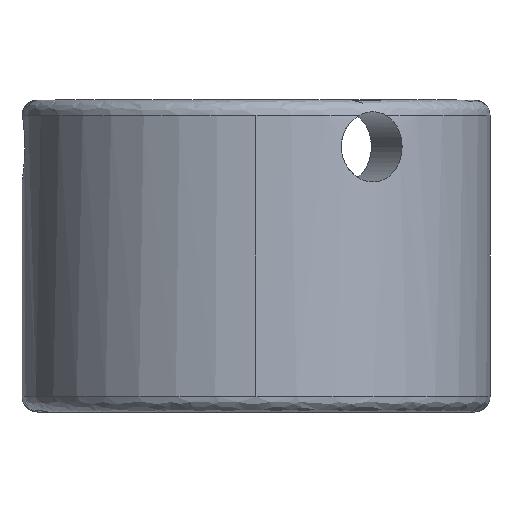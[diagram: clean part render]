
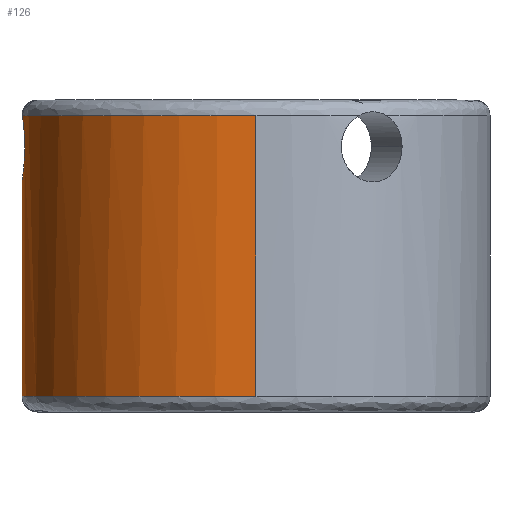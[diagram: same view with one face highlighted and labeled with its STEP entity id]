
A CAD part, left-side view. The second image highlights one B-rep face of the part: STEP entity #126.
In plain terms, the highlighted cylindrical face has radius 15 mm (diameter 30 mm), a partial arc.
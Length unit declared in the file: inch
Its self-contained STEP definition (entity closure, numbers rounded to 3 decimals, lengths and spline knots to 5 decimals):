
#21 = CARTESIAN_POINT ( 'NONE',  ( -0.08575, 0.58429, -0.14105 ) ) ;
#26 = VERTEX_POINT ( 'NONE', #1210 ) ;
#32 = VERTEX_POINT ( 'NONE', #937 ) ;
#39 = CARTESIAN_POINT ( 'NONE',  ( -0.08745, 0.58405, -0.10184 ) ) ;
#44 = CARTESIAN_POINT ( 'NONE',  ( -0.04783, 0.58866, -0.04311 ) ) ;
#86 = B_SPLINE_CURVE_WITH_KNOTS ( 'NONE', 3,
 ( #875, #881, #983, #21, #598, #976, #297, #953, #682, #773, #793, #115, #1144, #768 ),
 .UNSPECIFIED., .F., .F.,
 ( 4, 2, 2, 2, 2, 2, 4 ),
 ( 0., 0.00044, 0.00088, 0.00132, 0.00176, 0.00264, 0.00352 ),
 .UNSPECIFIED. ) ;
#94 = CARTESIAN_POINT ( 'NONE',  ( -0.59055, 0., 0.03937 ) ) ;
#107 = VERTEX_POINT ( 'NONE', #1116 ) ;
#115 = CARTESIAN_POINT ( 'NONE',  ( -0.02335, 0.59019, -0.20433 ) ) ;
#119 = ORIENTED_EDGE ( 'NONE', *, *, #679, .T. ) ;
#126 = ADVANCED_FACE ( 'NONE', ( #777 ), #192, .T. ) ;
#147 = VECTOR ( 'NONE', #1103, 39.37008 ) ;
#148 = CIRCLE ( 'NONE', #914, 0.59055 ) ;
#179 = VERTEX_POINT ( 'NONE', #897 ) ;
#192 = CYLINDRICAL_SURFACE ( 'NONE', #263, 0.59055 ) ;
#210 = AXIS2_PLACEMENT_3D ( 'NONE', #1184, #621, #1076 ) ;
#225 = EDGE_LOOP ( 'NONE', ( #1014, #582, #119, #705, #1148, #404 ) ) ;
#233 = CARTESIAN_POINT ( 'NONE',  ( -0.06623, 0.58686, -0.05873 ) ) ;
#263 = AXIS2_PLACEMENT_3D ( 'NONE', #1075, #978, #487 ) ;
#272 = EDGE_CURVE ( 'NONE', #859, #695, #725, .T. ) ;
#297 = CARTESIAN_POINT ( 'NONE',  ( -0.07689, 0.58553, -0.16248 ) ) ;
#392 = DIRECTION ( 'NONE',  ( 0., 0., -1. ) ) ;
#404 = ORIENTED_EDGE ( 'NONE', *, *, #1190, .T. ) ;
#423 = DIRECTION ( 'NONE',  ( -1., 0., 0. ) ) ;
#452 = CARTESIAN_POINT ( 'NONE',  ( -0.08858, 0.58387, -0.11811 ) ) ;
#487 = DIRECTION ( 'NONE',  ( -1., 0., 0. ) ) ;
#529 = EDGE_CURVE ( 'NONE', #32, #695, #86, .T. ) ;
#582 = ORIENTED_EDGE ( 'NONE', *, *, #630, .T. ) ;
#593 = CIRCLE ( 'NONE', #210, 0.59055 ) ;
#598 = CARTESIAN_POINT ( 'NONE',  ( -0.08405, 0.58454, -0.14668 ) ) ;
#610 = CARTESIAN_POINT ( 'NONE',  ( -0.04058, 0.58916, -0.03937 ) ) ;
#621 = DIRECTION ( 'NONE',  ( 0., 0., 1. ) ) ;
#630 = EDGE_CURVE ( 'NONE', #179, #26, #148, .T. ) ;
#679 = EDGE_CURVE ( 'NONE', #26, #32, #1059, .T. ) ;
#682 = CARTESIAN_POINT ( 'NONE',  ( -0.06673, 0.58678, -0.17665 ) ) ;
#695 = VERTEX_POINT ( 'NONE', #1022 ) ;
#705 = ORIENTED_EDGE ( 'NONE', *, *, #529, .T. ) ;
#725 = LINE ( 'NONE', #1177, #147 ) ;
#768 = CARTESIAN_POINT ( 'NONE',  ( 0., 0.59055, -0.20669 ) ) ;
#773 = CARTESIAN_POINT ( 'NONE',  ( -0.05451, 0.58809, -0.18888 ) ) ;
#777 = FACE_OUTER_BOUND ( 'NONE', #225, .T. ) ;
#793 = CARTESIAN_POINT ( 'NONE',  ( -0.04465, 0.58896, -0.19548 ) ) ;
#859 = VERTEX_POINT ( 'NONE', #1174 ) ;
#875 = CARTESIAN_POINT ( 'NONE',  ( -0.08858, 0.58387, -0.11811 ) ) ;
#881 = CARTESIAN_POINT ( 'NONE',  ( -0.08858, 0.58387, -0.12397 ) ) ;
#897 = CARTESIAN_POINT ( 'NONE',  ( -0.59055, 0., -0.03937 ) ) ;
#902 = CARTESIAN_POINT ( 'NONE',  ( -0.08308, 0.58468, -0.08635 ) ) ;
#914 = AXIS2_PLACEMENT_3D ( 'NONE', #1100, #1097, #423 ) ;
#937 = CARTESIAN_POINT ( 'NONE',  ( -0.08858, 0.58387, -0.11811 ) ) ;
#939 = CARTESIAN_POINT ( 'NONE',  ( -0.08858, 0.58387, -0.10994 ) ) ;
#953 = CARTESIAN_POINT ( 'NONE',  ( -0.07047, 0.58634, -0.1721 ) ) ;
#976 = CARTESIAN_POINT ( 'NONE',  ( -0.07961, 0.58517, -0.1574 ) ) ;
#978 = DIRECTION ( 'NONE',  ( 0., 0., -1. ) ) ;
#983 = CARTESIAN_POINT ( 'NONE',  ( -0.08801, 0.58396, -0.12973 ) ) ;
#990 = CARTESIAN_POINT ( 'NONE',  ( -0.07978, 0.58515, -0.07879 ) ) ;
#998 = CARTESIAN_POINT ( 'NONE',  ( -0.0714, 0.58623, -0.06507 ) ) ;
#1014 = ORIENTED_EDGE ( 'NONE', *, *, #1070, .F. ) ;
#1017 = LINE ( 'NONE', #94, #1164 ) ;
#1022 = CARTESIAN_POINT ( 'NONE',  ( 0., 0.59055, -0.20669 ) ) ;
#1059 = B_SPLINE_CURVE_WITH_KNOTS ( 'NONE', 3,
 ( #610, #44, #1181, #233, #998, #990, #902, #39, #939, #452 ),
 .UNSPECIFIED., .F., .F.,
 ( 4, 2, 2, 2, 4 ),
 ( 0., 0.00061, 0.00123, 0.00184, 0.00245 ),
 .UNSPECIFIED. ) ;
#1070 = EDGE_CURVE ( 'NONE', #179, #107, #1017, .T. ) ;
#1075 = CARTESIAN_POINT ( 'NONE',  ( 0., 0., 0.03937 ) ) ;
#1076 = DIRECTION ( 'NONE',  ( -1., 0., 0. ) ) ;
#1097 = DIRECTION ( 'NONE',  ( 0., 0., -1. ) ) ;
#1100 = CARTESIAN_POINT ( 'NONE',  ( 0., 0., -0.03937 ) ) ;
#1103 = DIRECTION ( 'NONE',  ( 0., 0., 1. ) ) ;
#1116 = CARTESIAN_POINT ( 'NONE',  ( -0.59055, 0., -0.74803 ) ) ;
#1144 = CARTESIAN_POINT ( 'NONE',  ( -0.01172, 0.59055, -0.20669 ) ) ;
#1148 = ORIENTED_EDGE ( 'NONE', *, *, #272, .F. ) ;
#1164 = VECTOR ( 'NONE', #392, 39.37008 ) ;
#1174 = CARTESIAN_POINT ( 'NONE',  ( 0., 0.59055, -0.74803 ) ) ;
#1177 = CARTESIAN_POINT ( 'NONE',  ( 0., 0.59055, 0.03937 ) ) ;
#1181 = CARTESIAN_POINT ( 'NONE',  ( -0.0544, 0.58807, -0.04773 ) ) ;
#1184 = CARTESIAN_POINT ( 'NONE',  ( 0., 0., -0.74803 ) ) ;
#1190 = EDGE_CURVE ( 'NONE', #859, #107, #593, .T. ) ;
#1210 = CARTESIAN_POINT ( 'NONE',  ( -0.04058, 0.58916, -0.03937 ) ) ;
